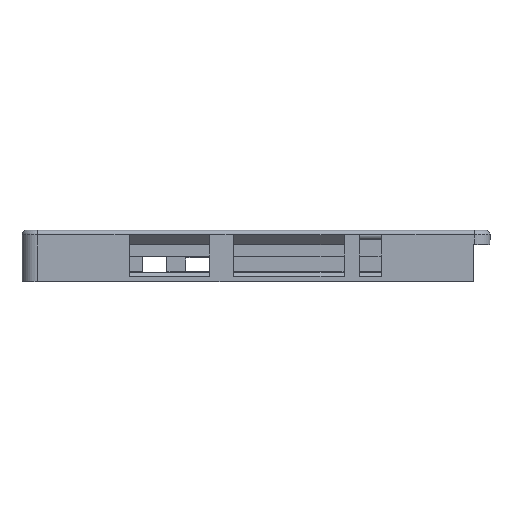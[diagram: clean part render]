
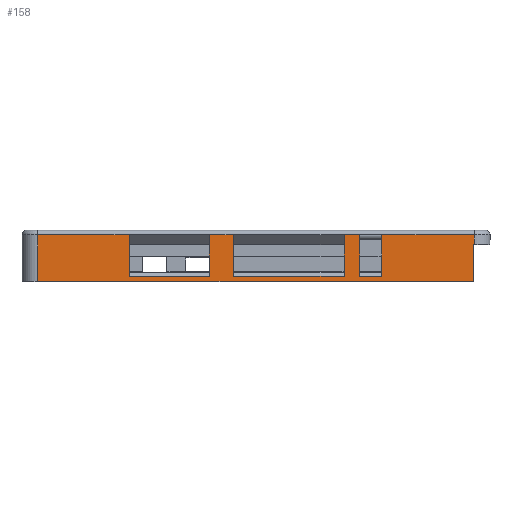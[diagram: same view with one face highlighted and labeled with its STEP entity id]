
A CAD part, top view. The second image highlights one B-rep face of the part: STEP entity #158.
In plain terms, the highlighted planar face has unit normal (0, 0, 1).
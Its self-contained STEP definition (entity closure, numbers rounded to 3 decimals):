
#32 = DIRECTION ( 'NONE',  ( 0., 1., 0. ) ) ;
#55 = CARTESIAN_POINT ( 'NONE',  ( 58.678, -15., 14.695 ) ) ;
#137 = CARTESIAN_POINT ( 'NONE',  ( 58.678, -13.3, 14.695 ) ) ;
#158 = ADVANCED_FACE ( 'NONE', ( #6531 ), #4127, .T. ) ;
#169 = VERTEX_POINT ( 'NONE', #4155 ) ;
#232 = CARTESIAN_POINT ( 'NONE',  ( 65.878, -15., 14.695 ) ) ;
#372 = EDGE_CURVE ( 'NONE', #169, #4825, #868, .T. ) ;
#384 = CARTESIAN_POINT ( 'NONE',  ( 95.61, -3., 14.695 ) ) ;
#397 = CARTESIAN_POINT ( 'NONE',  ( -44.99, 0., 14.695 ) ) ;
#445 = DIRECTION ( 'NONE',  ( 0., 1., 0. ) ) ;
#448 = CARTESIAN_POINT ( 'NONE',  ( 53.728, -15., 14.695 ) ) ;
#459 = VECTOR ( 'NONE', #4776, 1000. ) ;
#467 = CARTESIAN_POINT ( 'NONE',  ( 58.678, -13.3, 14.695 ) ) ;
#489 = DIRECTION ( 'NONE',  ( -1., 0., 0. ) ) ;
#571 = EDGE_CURVE ( 'NONE', #5667, #1839, #4990, .T. ) ;
#602 = VECTOR ( 'NONE', #5155, 1000. ) ;
#699 = ORIENTED_EDGE ( 'NONE', *, *, #3611, .F. ) ;
#756 = LINE ( 'NONE', #3168, #1823 ) ;
#757 = CARTESIAN_POINT ( 'NONE',  ( -44.99, -15., 14.695 ) ) ;
#868 = LINE ( 'NONE', #5624, #2940 ) ;
#960 = DIRECTION ( 'NONE',  ( -1., 0., 0. ) ) ;
#961 = CARTESIAN_POINT ( 'NONE',  ( 58.678, 0., 14.695 ) ) ;
#984 = CARTESIAN_POINT ( 'NONE',  ( 0., -15., 14.695 ) ) ;
#1030 = VERTEX_POINT ( 'NONE', #757 ) ;
#1046 = AXIS2_PLACEMENT_3D ( 'NONE', #984, #3089, #4664 ) ;
#1191 = LINE ( 'NONE', #1424, #4908 ) ;
#1192 = ORIENTED_EDGE ( 'NONE', *, *, #2668, .T. ) ;
#1212 = ORIENTED_EDGE ( 'NONE', *, *, #5102, .T. ) ;
#1243 = ORIENTED_EDGE ( 'NONE', *, *, #1322, .T. ) ;
#1250 = LINE ( 'NONE', #5373, #3212 ) ;
#1303 = DIRECTION ( 'NONE',  ( 0., 1., 0. ) ) ;
#1322 = EDGE_CURVE ( 'NONE', #4751, #3417, #3484, .T. ) ;
#1329 = ORIENTED_EDGE ( 'NONE', *, *, #571, .F. ) ;
#1424 = CARTESIAN_POINT ( 'NONE',  ( 0., -3., 14.695 ) ) ;
#1430 = VECTOR ( 'NONE', #6131, 1000. ) ;
#1528 = ORIENTED_EDGE ( 'NONE', *, *, #4788, .T. ) ;
#1553 = EDGE_CURVE ( 'NONE', #6055, #3417, #4297, .T. ) ;
#1558 = DIRECTION ( 'NONE',  ( 1., 0., 0. ) ) ;
#1648 = LINE ( 'NONE', #397, #5177 ) ;
#1702 = EDGE_CURVE ( 'NONE', #1030, #6055, #4052, .T. ) ;
#1714 = DIRECTION ( 'NONE',  ( 0., 1., 0. ) ) ;
#1745 = CARTESIAN_POINT ( 'NONE',  ( -44.99, 0., 14.695 ) ) ;
#1823 = VECTOR ( 'NONE', #489, 1000. ) ;
#1839 = VERTEX_POINT ( 'NONE', #6566 ) ;
#1899 = EDGE_LOOP ( 'NONE', ( #1243, #2120, #3318, #4021, #5668, #5239, #5212, #5467, #3392, #4216, #1528, #699, #4654, #1212, #5238, #1329, #3139, #1192 ) ) ;
#1979 = VERTEX_POINT ( 'NONE', #384 ) ;
#2102 = VERTEX_POINT ( 'NONE', #467 ) ;
#2120 = ORIENTED_EDGE ( 'NONE', *, *, #1553, .F. ) ;
#2164 = LINE ( 'NONE', #137, #5844 ) ;
#2193 = VERTEX_POINT ( 'NONE', #3157 ) ;
#2257 = VECTOR ( 'NONE', #5478, 1000. ) ;
#2262 = VECTOR ( 'NONE', #5176, 1000. ) ;
#2488 = DIRECTION ( 'NONE',  ( 1., 0., 0. ) ) ;
#2668 = EDGE_CURVE ( 'NONE', #3614, #4751, #756, .T. ) ;
#2753 = EDGE_CURVE ( 'NONE', #5093, #2102, #2164, .T. ) ;
#2758 = DIRECTION ( 'NONE',  ( 0., 1., 0. ) ) ;
#2786 = LINE ( 'NONE', #5260, #459 ) ;
#2888 = CARTESIAN_POINT ( 'NONE',  ( -44.99, 0., 14.695 ) ) ;
#2940 = VECTOR ( 'NONE', #5115, 1000. ) ;
#3089 = DIRECTION ( 'NONE',  ( 0., 0., 1. ) ) ;
#3139 = ORIENTED_EDGE ( 'NONE', *, *, #6170, .F. ) ;
#3152 = VERTEX_POINT ( 'NONE', #961 ) ;
#3157 = CARTESIAN_POINT ( 'NONE',  ( 17.988, -13.3, 14.695 ) ) ;
#3168 = CARTESIAN_POINT ( 'NONE',  ( -15.602, -13.3, 14.695 ) ) ;
#3207 = VERTEX_POINT ( 'NONE', #4319 ) ;
#3212 = VECTOR ( 'NONE', #2758, 1000. ) ;
#3261 = CARTESIAN_POINT ( 'NONE',  ( -15.602, -13.3, 14.695 ) ) ;
#3298 = DIRECTION ( 'NONE',  ( -1., 0., 0. ) ) ;
#3318 = ORIENTED_EDGE ( 'NONE', *, *, #1702, .F. ) ;
#3392 = ORIENTED_EDGE ( 'NONE', *, *, #5472, .F. ) ;
#3417 = VERTEX_POINT ( 'NONE', #3972 ) ;
#3454 = CARTESIAN_POINT ( 'NONE',  ( 10.298, -15., 14.695 ) ) ;
#3467 = VECTOR ( 'NONE', #1714, 1000. ) ;
#3484 = LINE ( 'NONE', #5062, #1430 ) ;
#3511 = CARTESIAN_POINT ( 'NONE',  ( 10.298, 0., 14.695 ) ) ;
#3598 = CARTESIAN_POINT ( 'NONE',  ( 95.31, -15., 14.695 ) ) ;
#3611 = EDGE_CURVE ( 'NONE', #4853, #3152, #1648, .T. ) ;
#3614 = VERTEX_POINT ( 'NONE', #6149 ) ;
#3629 = VERTEX_POINT ( 'NONE', #4660 ) ;
#3638 = LINE ( 'NONE', #3454, #5210 ) ;
#3658 = VECTOR ( 'NONE', #1303, 1000. ) ;
#3788 = CARTESIAN_POINT ( 'NONE',  ( -44.99, -15., 14.695 ) ) ;
#3805 = LINE ( 'NONE', #448, #602 ) ;
#3842 = CARTESIAN_POINT ( 'NONE',  ( 53.728, 0., 14.695 ) ) ;
#3924 = LINE ( 'NONE', #55, #5730 ) ;
#3972 = CARTESIAN_POINT ( 'NONE',  ( -15.602, 0., 14.695 ) ) ;
#4021 = ORIENTED_EDGE ( 'NONE', *, *, #6246, .T. ) ;
#4052 = LINE ( 'NONE', #3788, #3467 ) ;
#4093 = CARTESIAN_POINT ( 'NONE',  ( 0., -15., 14.695 ) ) ;
#4106 = CARTESIAN_POINT ( 'NONE',  ( 65.878, -13.3, 14.695 ) ) ;
#4127 = PLANE ( 'NONE',  #1046 ) ;
#4155 = CARTESIAN_POINT ( 'NONE',  ( 65.878, 0., 14.695 ) ) ;
#4216 = ORIENTED_EDGE ( 'NONE', *, *, #2753, .T. ) ;
#4297 = LINE ( 'NONE', #2888, #2257 ) ;
#4319 = CARTESIAN_POINT ( 'NONE',  ( 95.31, -3., 14.695 ) ) ;
#4500 = DIRECTION ( 'NONE',  ( 0., 1., 0. ) ) ;
#4504 = VECTOR ( 'NONE', #960, 1000. ) ;
#4523 = EDGE_CURVE ( 'NONE', #4825, #1979, #2786, .T. ) ;
#4569 = VECTOR ( 'NONE', #1558, 1000. ) ;
#4654 = ORIENTED_EDGE ( 'NONE', *, *, #6257, .F. ) ;
#4657 = VECTOR ( 'NONE', #445, 1000. ) ;
#4660 = CARTESIAN_POINT ( 'NONE',  ( 95.31, -15., 14.695 ) ) ;
#4664 = DIRECTION ( 'NONE',  ( 1., 0., 0. ) ) ;
#4751 = VERTEX_POINT ( 'NONE', #3261 ) ;
#4776 = DIRECTION ( 'NONE',  ( 0., -1., 0. ) ) ;
#4788 = EDGE_CURVE ( 'NONE', #2102, #3152, #3924, .T. ) ;
#4825 = VERTEX_POINT ( 'NONE', #5436 ) ;
#4853 = VERTEX_POINT ( 'NONE', #3842 ) ;
#4908 = VECTOR ( 'NONE', #2488, 1000. ) ;
#4990 = LINE ( 'NONE', #5206, #4569 ) ;
#5062 = CARTESIAN_POINT ( 'NONE',  ( -15.602, -15., 14.695 ) ) ;
#5093 = VERTEX_POINT ( 'NONE', #4106 ) ;
#5102 = EDGE_CURVE ( 'NONE', #5267, #2193, #6133, .T. ) ;
#5113 = EDGE_CURVE ( 'NONE', #3629, #3207, #6047, .T. ) ;
#5115 = DIRECTION ( 'NONE',  ( 1., 0., 0. ) ) ;
#5155 = DIRECTION ( 'NONE',  ( 0., 1., 0. ) ) ;
#5171 = CARTESIAN_POINT ( 'NONE',  ( 17.988, -13.3, 14.695 ) ) ;
#5176 = DIRECTION ( 'NONE',  ( 1., 0., 0. ) ) ;
#5177 = VECTOR ( 'NONE', #6662, 1000. ) ;
#5206 = CARTESIAN_POINT ( 'NONE',  ( -44.99, 0., 14.695 ) ) ;
#5210 = VECTOR ( 'NONE', #4500, 1000. ) ;
#5212 = ORIENTED_EDGE ( 'NONE', *, *, #4523, .F. ) ;
#5223 = CARTESIAN_POINT ( 'NONE',  ( 53.728, -13.3, 14.695 ) ) ;
#5238 = ORIENTED_EDGE ( 'NONE', *, *, #6763, .T. ) ;
#5239 = ORIENTED_EDGE ( 'NONE', *, *, #5600, .T. ) ;
#5260 = CARTESIAN_POINT ( 'NONE',  ( 95.61, 1.5, 14.695 ) ) ;
#5267 = VERTEX_POINT ( 'NONE', #5223 ) ;
#5373 = CARTESIAN_POINT ( 'NONE',  ( 17.988, -15., 14.695 ) ) ;
#5436 = CARTESIAN_POINT ( 'NONE',  ( 95.61, 0., 14.695 ) ) ;
#5467 = ORIENTED_EDGE ( 'NONE', *, *, #372, .F. ) ;
#5472 = EDGE_CURVE ( 'NONE', #5093, #169, #6048, .T. ) ;
#5478 = DIRECTION ( 'NONE',  ( 1., 0., 0. ) ) ;
#5600 = EDGE_CURVE ( 'NONE', #3207, #1979, #1191, .T. ) ;
#5624 = CARTESIAN_POINT ( 'NONE',  ( -44.99, 0., 14.695 ) ) ;
#5667 = VERTEX_POINT ( 'NONE', #3511 ) ;
#5668 = ORIENTED_EDGE ( 'NONE', *, *, #5113, .T. ) ;
#5730 = VECTOR ( 'NONE', #32, 1000. ) ;
#5844 = VECTOR ( 'NONE', #3298, 1000. ) ;
#6047 = LINE ( 'NONE', #3598, #4657 ) ;
#6048 = LINE ( 'NONE', #232, #3658 ) ;
#6055 = VERTEX_POINT ( 'NONE', #1745 ) ;
#6131 = DIRECTION ( 'NONE',  ( 0., 1., 0. ) ) ;
#6133 = LINE ( 'NONE', #5171, #4504 ) ;
#6149 = CARTESIAN_POINT ( 'NONE',  ( 10.298, -13.3, 14.695 ) ) ;
#6170 = EDGE_CURVE ( 'NONE', #3614, #5667, #3638, .T. ) ;
#6246 = EDGE_CURVE ( 'NONE', #1030, #3629, #6424, .T. ) ;
#6257 = EDGE_CURVE ( 'NONE', #5267, #4853, #3805, .T. ) ;
#6424 = LINE ( 'NONE', #4093, #2262 ) ;
#6531 = FACE_OUTER_BOUND ( 'NONE', #1899, .T. ) ;
#6566 = CARTESIAN_POINT ( 'NONE',  ( 17.988, 0., 14.695 ) ) ;
#6662 = DIRECTION ( 'NONE',  ( 1., 0., 0. ) ) ;
#6763 = EDGE_CURVE ( 'NONE', #2193, #1839, #1250, .T. ) ;
